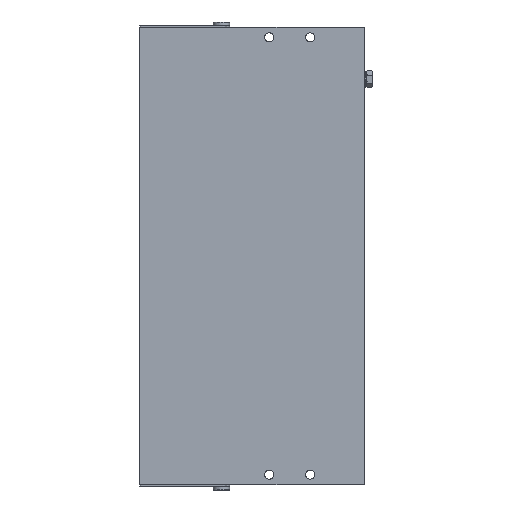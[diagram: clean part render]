
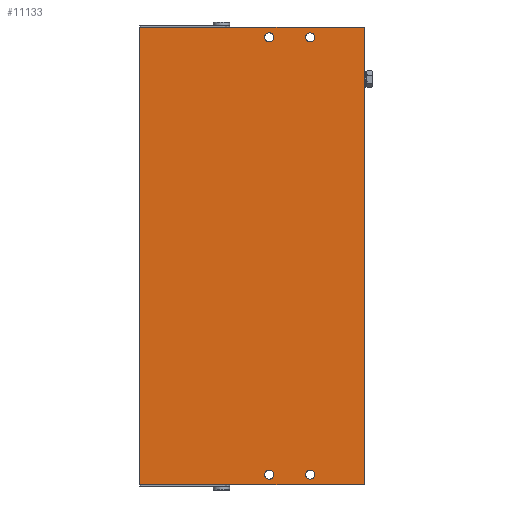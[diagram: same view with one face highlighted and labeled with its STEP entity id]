
A CAD part, front view. The second image highlights one B-rep face of the part: STEP entity #11133.
In plain terms, the highlighted planar face has unit normal (0, -1, 0).
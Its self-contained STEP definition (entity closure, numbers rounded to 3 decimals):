
#769=CIRCLE('',#12465,2.25);
#770=CIRCLE('',#12466,2.25);
#771=CIRCLE('',#12467,2.25);
#772=CIRCLE('',#12468,2.25);
#1638=ORIENTED_EDGE('',*,*,#4441,.T.);
#1639=ORIENTED_EDGE('',*,*,#4442,.T.);
#1640=ORIENTED_EDGE('',*,*,#4443,.T.);
#1641=ORIENTED_EDGE('',*,*,#4444,.T.);
#1642=ORIENTED_EDGE('',*,*,#4445,.T.);
#1643=ORIENTED_EDGE('',*,*,#4446,.F.);
#1644=ORIENTED_EDGE('',*,*,#4418,.F.);
#1645=ORIENTED_EDGE('',*,*,#4031,.T.);
#4031=EDGE_CURVE('',#5438,#5437,#6570,.T.);
#4418=EDGE_CURVE('',#5438,#5810,#6739,.T.);
#4441=EDGE_CURVE('',#5841,#5841,#769,.T.);
#4442=EDGE_CURVE('',#5842,#5842,#770,.T.);
#4443=EDGE_CURVE('',#5843,#5843,#771,.T.);
#4444=EDGE_CURVE('',#5844,#5844,#772,.T.);
#4445=EDGE_CURVE('',#5437,#5845,#6752,.T.);
#4446=EDGE_CURVE('',#5810,#5845,#6753,.T.);
#5437=VERTEX_POINT('',#17353);
#5438=VERTEX_POINT('',#17355);
#5810=VERTEX_POINT('',#18103);
#5841=VERTEX_POINT('',#18199);
#5842=VERTEX_POINT('',#18201);
#5843=VERTEX_POINT('',#18203);
#5844=VERTEX_POINT('',#18205);
#5845=VERTEX_POINT('',#18207);
#6570=LINE('',#17354,#7249);
#6739=LINE('',#18128,#7418);
#6752=LINE('',#18206,#7431);
#6753=LINE('',#18208,#7432);
#7249=VECTOR('',#13715,1000.);
#7418=VECTOR('',#14324,1000.);
#7431=VECTOR('',#14371,1000.);
#7432=VECTOR('',#14372,1000.);
#8136=EDGE_LOOP('',(#1638));
#8137=EDGE_LOOP('',(#1639));
#8138=EDGE_LOOP('',(#1640));
#8139=EDGE_LOOP('',(#1641));
#8140=EDGE_LOOP('',(#1642,#1643,#1644,#1645));
#9531=FACE_BOUND('',#8136,.T.);
#9532=FACE_BOUND('',#8137,.T.);
#9533=FACE_BOUND('',#8138,.T.);
#9534=FACE_BOUND('',#8139,.T.);
#9535=FACE_BOUND('',#8140,.T.);
#10746=PLANE('',#12464);
#11133=ADVANCED_FACE('',(#9531,#9532,#9533,#9534,#9535),#10746,.F.);
#12464=AXIS2_PLACEMENT_3D('',#18197,#14361,#14362);
#12465=AXIS2_PLACEMENT_3D('',#18198,#14363,#14364);
#12466=AXIS2_PLACEMENT_3D('',#18200,#14365,#14366);
#12467=AXIS2_PLACEMENT_3D('',#18202,#14367,#14368);
#12468=AXIS2_PLACEMENT_3D('',#18204,#14369,#14370);
#13715=DIRECTION('',(0.,0.,-1.));
#14324=DIRECTION('',(1.,0.,0.));
#14361=DIRECTION('',(0.,1.,0.));
#14362=DIRECTION('',(0.,0.,1.));
#14363=DIRECTION('',(0.,1.,0.));
#14364=DIRECTION('',(0.,0.,1.));
#14365=DIRECTION('',(0.,1.,0.));
#14366=DIRECTION('',(0.,0.,1.));
#14367=DIRECTION('',(0.,1.,0.));
#14368=DIRECTION('',(0.,0.,1.));
#14369=DIRECTION('',(0.,1.,0.));
#14370=DIRECTION('',(0.,0.,1.));
#14371=DIRECTION('',(1.,0.,0.));
#14372=DIRECTION('',(0.,0.,-1.));
#17353=CARTESIAN_POINT('',(0.,-33.8,0.));
#17354=CARTESIAN_POINT('',(0.,-33.8,224.));
#17355=CARTESIAN_POINT('',(0.,-33.8,224.));
#18103=CARTESIAN_POINT('',(110.,-33.8,224.));
#18128=CARTESIAN_POINT('',(0.,-33.8,224.));
#18197=CARTESIAN_POINT('',(0.,-33.8,224.));
#18198=CARTESIAN_POINT('',(46.5,-33.8,5.));
#18199=CARTESIAN_POINT('',(46.5,-33.8,7.25));
#18200=CARTESIAN_POINT('',(26.5,-33.8,219.));
#18201=CARTESIAN_POINT('',(26.5,-33.8,221.25));
#18202=CARTESIAN_POINT('',(46.5,-33.8,219.));
#18203=CARTESIAN_POINT('',(46.5,-33.8,221.25));
#18204=CARTESIAN_POINT('',(26.5,-33.8,5.));
#18205=CARTESIAN_POINT('',(26.5,-33.8,7.25));
#18206=CARTESIAN_POINT('',(0.,-33.8,0.));
#18207=CARTESIAN_POINT('',(110.,-33.8,0.));
#18208=CARTESIAN_POINT('',(110.,-33.8,224.));
